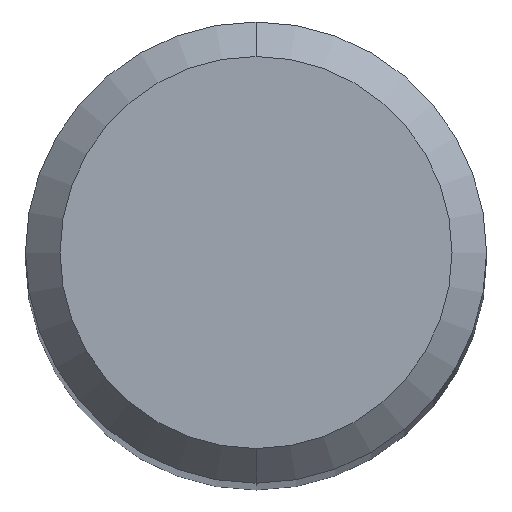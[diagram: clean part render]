
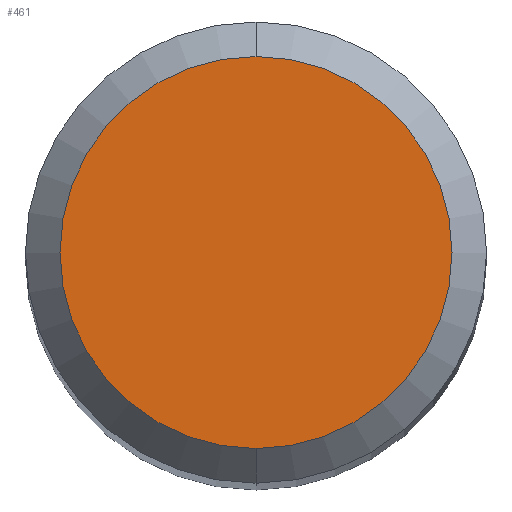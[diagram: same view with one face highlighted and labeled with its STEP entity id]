
A CAD part, top view. The second image highlights one B-rep face of the part: STEP entity #461.
In plain terms, the highlighted planar face has unit normal (0, 0, 1).
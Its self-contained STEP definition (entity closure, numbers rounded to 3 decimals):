
#323=EDGE_CURVE('',#663,#535,#881,.T.);
#461=ADVANCED_FACE('',(#1033),#1034,.T.);
#535=VERTEX_POINT('',#1118);
#663=VERTEX_POINT('',#1257);
#693=EDGE_CURVE('',#535,#663,#1290,.T.);
#881=CIRCLE('',#1499,1.7);
#1033=FACE_OUTER_BOUND('',#1828,.T.);
#1034=PLANE('',#1829);
#1118=CARTESIAN_POINT('',(0.0,1.7,0.0));
#1257=CARTESIAN_POINT('',(0.,-1.7,0.0));
#1290=CIRCLE('',#2288,1.7);
#1499=AXIS2_PLACEMENT_3D('',#2662,#2663,#2664);
#1828=EDGE_LOOP('',(#2836,#2837));
#1829=AXIS2_PLACEMENT_3D('',#2838,#2839,#2840);
#2288=AXIS2_PLACEMENT_3D('',#3174,#3175,#3176);
#2662=CARTESIAN_POINT('',(0.0,0.0,0.0));
#2663=DIRECTION('',(0.0,0.0,-1.0));
#2664=DIRECTION('',(0.0,1.0,0.0));
#2836=ORIENTED_EDGE('',*,*,#693,.F.);
#2837=ORIENTED_EDGE('',*,*,#323,.F.);
#2838=CARTESIAN_POINT('',(0.0,0.85,0.0));
#2839=DIRECTION('',(-0.0,0.0,1.0));
#2840=DIRECTION('',(0.0,-1.0,0.0));
#3174=CARTESIAN_POINT('',(0.0,0.0,0.0));
#3175=DIRECTION('',(0.0,0.0,-1.0));
#3176=DIRECTION('',(0.0,1.0,0.0));
